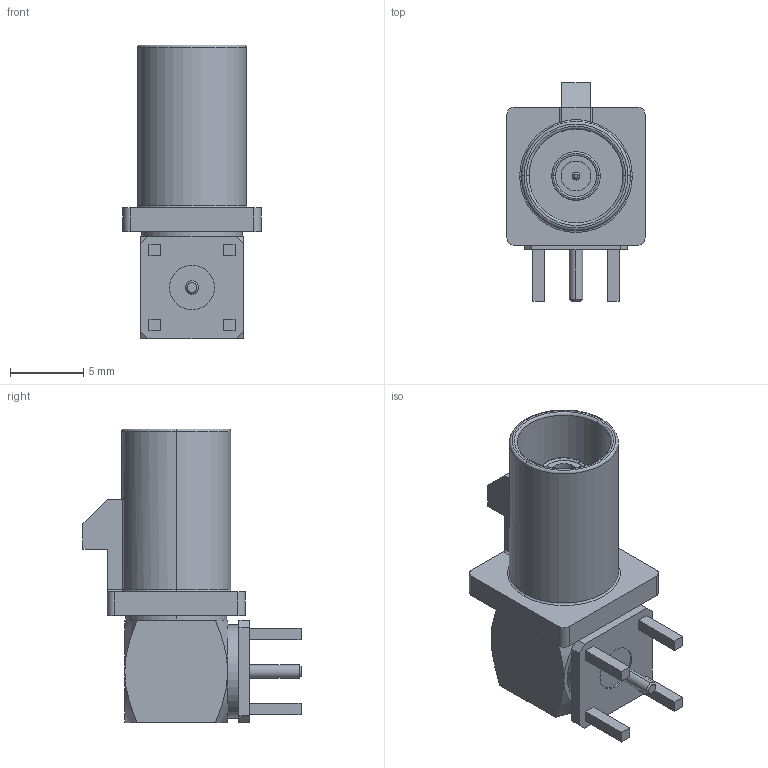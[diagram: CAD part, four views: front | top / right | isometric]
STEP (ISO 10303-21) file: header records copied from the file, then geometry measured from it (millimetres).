
FILE_DESCRIPTION (( 'STEP AP203' ), '1' );
FILE_NAME ('PE44651Z.step', '2018-08-31T17:50:06', ( '' ), ( '' ), 'SwSTEP 2.0', 'SolidWorks 2017', '' );
FILE_SCHEMA (( 'CONFIG_CONTROL_DESIGN' ));
Length unit declared in the file: inch
Products named in the file (1): PE44651Z
Bounding box: 9.4 x 14.84 x 20.02 mm (x, y, z)
Volume: 848.3 mm3; surface area: 1094.3 mm2
Topology: 1 solids, 1 shells, 109 faces, 248 edges, 155 vertices
Faces by surface type: plane 55, cylinder 26, cone 12, torus 12, bspline 2, sphere 2
Entity records: 3208 total; most frequent: CARTESIAN_POINT 655, DIRECTION 529, ORIENTED_EDGE 496, EDGE_CURVE 248, AXIS2_PLACEMENT_3D 196, VERTEX_POINT 155, VECTOR 137, LINE 137
